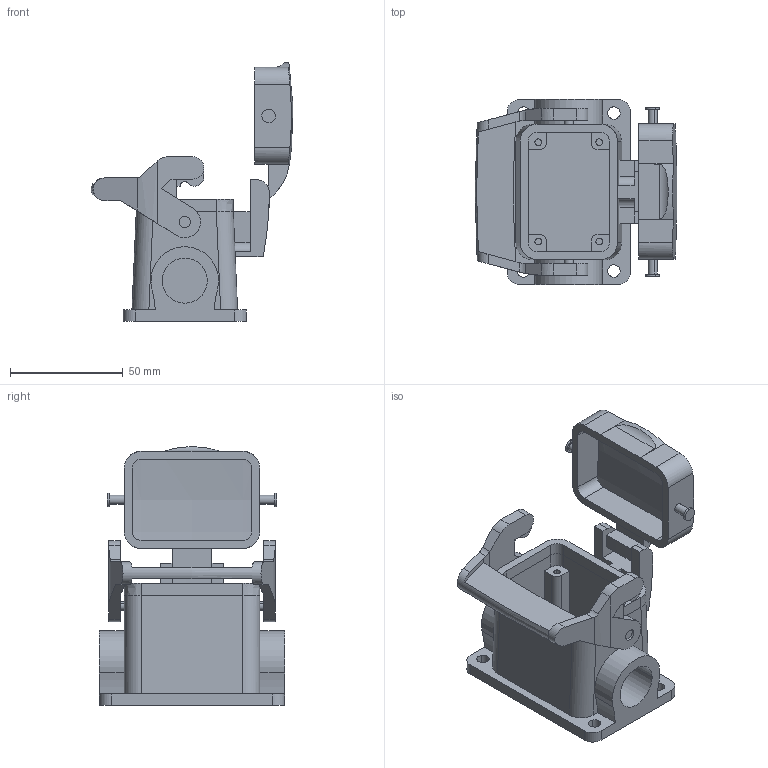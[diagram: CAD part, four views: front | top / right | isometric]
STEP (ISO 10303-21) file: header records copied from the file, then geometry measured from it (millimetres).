
FILE_DESCRIPTION(('CATIA V5 STEP Exchange','CAx-IF Rec.Pracs.--- Model Styling and Organization---1.4--- 2014-01-23'),'2;1');
FILE_NAME ('123013-4_1', '2019-08-01T05:37:29+00:00', ('none'), ('Weidmueller'), 'CATIA Version 5-6 Release 2016 SP3 HF44', 'CATIA V5 STEP AP214', 'none');
FILE_SCHEMA(('AUTOMOTIVE_DESIGN { 1 0 10303 214 1 1 1 1 }'));
Length unit declared in the file: millimetre
Products named in the file (1): 2560720000
Bounding box: 89.43 x 82 x 114.56 mm (x, y, z)
Volume: 115276.3 mm3; surface area: 53711.1 mm2
Topology: 2 solids, 2 shells, 247 faces, 683 edges, 456 vertices
Faces by surface type: plane 128, cylinder 105, extrusion 8, torus 4, revolution 2
Entity records: 7807 total; most frequent: CARTESIAN_POINT 1896, ORIENTED_EDGE 1366, DIRECTION 930, EDGE_CURVE 683, VERTEX_POINT 456, VECTOR 407, LINE 399, AXIS2_PLACEMENT_3D 356
